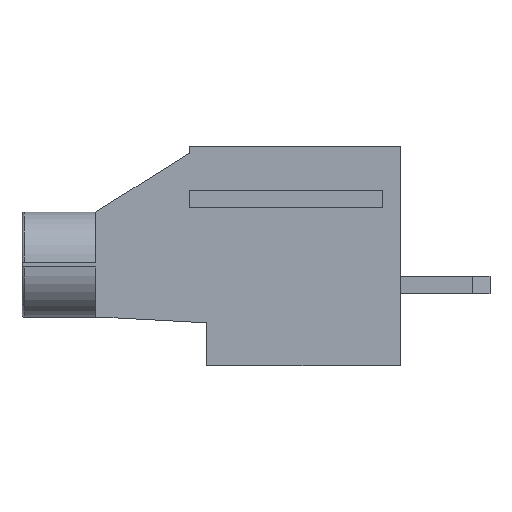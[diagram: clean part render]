
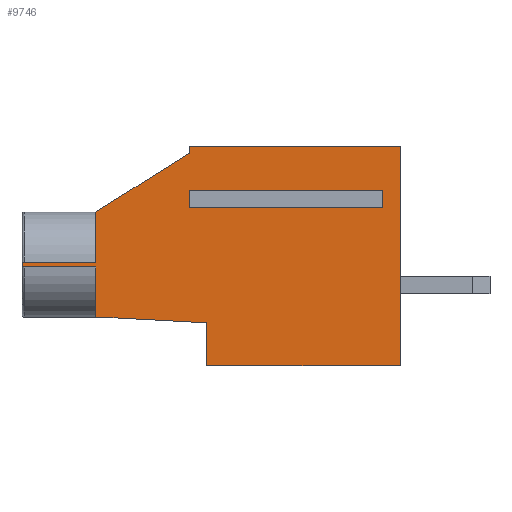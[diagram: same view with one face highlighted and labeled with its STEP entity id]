
A CAD part, left-side view. The second image highlights one B-rep face of the part: STEP entity #9746.
In plain terms, the highlighted planar face has unit normal (-1, 0, 0).
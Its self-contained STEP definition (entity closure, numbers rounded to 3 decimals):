
#109 = VECTOR ( 'NONE', #3816, 1000. ) ;
#182 = VECTOR ( 'NONE', #11787, 1000. ) ;
#244 = LINE ( 'NONE', #3551, #1095 ) ;
#303 = ORIENTED_EDGE ( 'NONE', *, *, #3575, .T. ) ;
#321 = LINE ( 'NONE', #4736, #3752 ) ;
#459 = ORIENTED_EDGE ( 'NONE', *, *, #8701, .T. ) ;
#502 = CARTESIAN_POINT ( 'NONE',  ( -6.35, -10.75, 6.25 ) ) ;
#567 = FACE_OUTER_BOUND ( 'NONE', #1951, .T. ) ;
#604 = CARTESIAN_POINT ( 'NONE',  ( -6.35, 6.55, -0.375 ) ) ;
#762 = CARTESIAN_POINT ( 'NONE',  ( -6.35, 10.75, -0.625 ) ) ;
#851 = EDGE_CURVE ( 'NONE', #9431, #1438, #2326, .T. ) ;
#854 = VECTOR ( 'NONE', #5083, 1000. ) ;
#1026 = DIRECTION ( 'NONE',  ( 0., 0., 1. ) ) ;
#1044 = EDGE_CURVE ( 'NONE', #10232, #11297, #2757, .T. ) ;
#1064 = CARTESIAN_POINT ( 'NONE',  ( -6.35, -10.75, -6.25 ) ) ;
#1095 = VECTOR ( 'NONE', #9926, 1000. ) ;
#1349 = CARTESIAN_POINT ( 'NONE',  ( -6.35, 6.55, 2.5 ) ) ;
#1438 = VERTEX_POINT ( 'NONE', #9749 ) ;
#1469 = VECTOR ( 'NONE', #1782, 1000. ) ;
#1594 = VERTEX_POINT ( 'NONE', #1990 ) ;
#1605 = DIRECTION ( 'NONE',  ( 0., 0., -1. ) ) ;
#1766 = ORIENTED_EDGE ( 'NONE', *, *, #3497, .F. ) ;
#1782 = DIRECTION ( 'NONE',  ( 0., -1., 0. ) ) ;
#1810 = VECTOR ( 'NONE', #10987, 1000. ) ;
#1951 = EDGE_LOOP ( 'NONE', ( #303, #5713, #2829, #6536, #3211, #3089, #7183, #8685, #459, #2353, #1766, #3968, #10769 ) ) ;
#1990 = CARTESIAN_POINT ( 'NONE',  ( -6.35, -10.75, -6.25 ) ) ;
#2017 = VECTOR ( 'NONE', #9063, 1000. ) ;
#2326 = LINE ( 'NONE', #9924, #1469 ) ;
#2352 = EDGE_CURVE ( 'NONE', #9431, #2374, #321, .T. ) ;
#2353 = ORIENTED_EDGE ( 'NONE', *, *, #1044, .T. ) ;
#2374 = VERTEX_POINT ( 'NONE', #10350 ) ;
#2674 = CARTESIAN_POINT ( 'NONE',  ( -6.35, 0.25, 0. ) ) ;
#2686 = LINE ( 'NONE', #11100, #1810 ) ;
#2692 = CARTESIAN_POINT ( 'NONE',  ( -6.35, 1.25, 5.85 ) ) ;
#2751 = EDGE_CURVE ( 'NONE', #7771, #11527, #8421, .T. ) ;
#2757 = LINE ( 'NONE', #7501, #6028 ) ;
#2775 = LINE ( 'NONE', #2674, #182 ) ;
#2829 = ORIENTED_EDGE ( 'NONE', *, *, #7565, .T. ) ;
#3089 = ORIENTED_EDGE ( 'NONE', *, *, #10591, .T. ) ;
#3211 = ORIENTED_EDGE ( 'NONE', *, *, #4359, .F. ) ;
#3446 = LINE ( 'NONE', #502, #9433 ) ;
#3497 = EDGE_CURVE ( 'NONE', #2374, #11297, #244, .T. ) ;
#3551 = CARTESIAN_POINT ( 'NONE',  ( -6.35, 6.55, -0.625 ) ) ;
#3575 = EDGE_CURVE ( 'NONE', #1438, #7519, #5688, .T. ) ;
#3752 = VECTOR ( 'NONE', #1026, 1000. ) ;
#3816 = DIRECTION ( 'NONE',  ( 0., -0.999, -0.054 ) ) ;
#3861 = VECTOR ( 'NONE', #4734, 1000. ) ;
#3926 = VECTOR ( 'NONE', #1605, 1000. ) ;
#3968 = ORIENTED_EDGE ( 'NONE', *, *, #2352, .F. ) ;
#4005 = LINE ( 'NONE', #2692, #2017 ) ;
#4272 = EDGE_CURVE ( 'NONE', #9290, #1594, #3446, .T. ) ;
#4359 = EDGE_CURVE ( 'NONE', #11327, #9290, #11453, .T. ) ;
#4474 = CARTESIAN_POINT ( 'NONE',  ( -6.35, -10.75, 6.25 ) ) ;
#4484 = CARTESIAN_POINT ( 'NONE',  ( -6.35, -10.75, 6.25 ) ) ;
#4734 = DIRECTION ( 'NONE',  ( 0., -1., 0. ) ) ;
#4736 = CARTESIAN_POINT ( 'NONE',  ( -6.35, 6.55, 0. ) ) ;
#4758 = CARTESIAN_POINT ( 'NONE',  ( -6.35, 5.75, -3.5 ) ) ;
#4974 = CARTESIAN_POINT ( 'NONE',  ( -6.35, 6.55, -3.5 ) ) ;
#5083 = DIRECTION ( 'NONE',  ( 0., 0., 1. ) ) ;
#5186 = DIRECTION ( 'NONE',  ( 0., 0., -1. ) ) ;
#5471 = PLANE ( 'NONE',  #7518 ) ;
#5662 = DIRECTION ( 'NONE',  ( 0., 0., -1. ) ) ;
#5688 = LINE ( 'NONE', #4758, #109 ) ;
#5713 = ORIENTED_EDGE ( 'NONE', *, *, #11762, .T. ) ;
#6028 = VECTOR ( 'NONE', #5662, 1000. ) ;
#6376 = LINE ( 'NONE', #7128, #3926 ) ;
#6422 = DIRECTION ( 'NONE',  ( 1., 0., 0. ) ) ;
#6536 = ORIENTED_EDGE ( 'NONE', *, *, #4272, .F. ) ;
#6675 = CARTESIAN_POINT ( 'NONE',  ( -6.35, -10.75, 6.25 ) ) ;
#7128 = CARTESIAN_POINT ( 'NONE',  ( -6.35, 1.25, 0. ) ) ;
#7183 = ORIENTED_EDGE ( 'NONE', *, *, #7369, .T. ) ;
#7186 = VERTEX_POINT ( 'NONE', #11860 ) ;
#7301 = DIRECTION ( 'NONE',  ( 0., -1., 0. ) ) ;
#7349 = DIRECTION ( 'NONE',  ( 0., 0., -1. ) ) ;
#7369 = EDGE_CURVE ( 'NONE', #11362, #11527, #4005, .T. ) ;
#7501 = CARTESIAN_POINT ( 'NONE',  ( -6.35, 10.75, 6.25 ) ) ;
#7518 = AXIS2_PLACEMENT_3D ( 'NONE', #4484, #6422, #7349 ) ;
#7519 = VERTEX_POINT ( 'NONE', #10093 ) ;
#7565 = EDGE_CURVE ( 'NONE', #7186, #1594, #11479, .T. ) ;
#7771 = VERTEX_POINT ( 'NONE', #604 ) ;
#8421 = LINE ( 'NONE', #10574, #854 ) ;
#8685 = ORIENTED_EDGE ( 'NONE', *, *, #2751, .F. ) ;
#8701 = EDGE_CURVE ( 'NONE', #7771, #10232, #2686, .T. ) ;
#8989 = VECTOR ( 'NONE', #7301, 1000. ) ;
#9063 = DIRECTION ( 'NONE',  ( 0., 0.845, -0.534 ) ) ;
#9211 = CARTESIAN_POINT ( 'NONE',  ( -6.35, 1.25, 6.25 ) ) ;
#9290 = VERTEX_POINT ( 'NONE', #6675 ) ;
#9394 = CARTESIAN_POINT ( 'NONE',  ( -6.35, 10.75, -0.375 ) ) ;
#9431 = VERTEX_POINT ( 'NONE', #4974 ) ;
#9433 = VECTOR ( 'NONE', #5186, 1000. ) ;
#9746 = ADVANCED_FACE ( 'NONE', ( #567 ), #5471, .F. ) ;
#9749 = CARTESIAN_POINT ( 'NONE',  ( -6.35, 5.75, -3.5 ) ) ;
#9924 = CARTESIAN_POINT ( 'NONE',  ( -6.35, 6.55, -3.5 ) ) ;
#9926 = DIRECTION ( 'NONE',  ( 0., 1., 0. ) ) ;
#10093 = CARTESIAN_POINT ( 'NONE',  ( -6.35, 0.25, -3.8 ) ) ;
#10209 = CARTESIAN_POINT ( 'NONE',  ( -6.35, 1.25, 5.85 ) ) ;
#10232 = VERTEX_POINT ( 'NONE', #9394 ) ;
#10350 = CARTESIAN_POINT ( 'NONE',  ( -6.35, 6.55, -0.625 ) ) ;
#10574 = CARTESIAN_POINT ( 'NONE',  ( -6.35, 6.55, 0. ) ) ;
#10591 = EDGE_CURVE ( 'NONE', #11327, #11362, #6376, .T. ) ;
#10769 = ORIENTED_EDGE ( 'NONE', *, *, #851, .T. ) ;
#10987 = DIRECTION ( 'NONE',  ( 0., 1., 0. ) ) ;
#11100 = CARTESIAN_POINT ( 'NONE',  ( -6.35, 6.55, -0.375 ) ) ;
#11297 = VERTEX_POINT ( 'NONE', #762 ) ;
#11327 = VERTEX_POINT ( 'NONE', #9211 ) ;
#11362 = VERTEX_POINT ( 'NONE', #10209 ) ;
#11453 = LINE ( 'NONE', #4474, #8989 ) ;
#11479 = LINE ( 'NONE', #1064, #3861 ) ;
#11527 = VERTEX_POINT ( 'NONE', #1349 ) ;
#11762 = EDGE_CURVE ( 'NONE', #7519, #7186, #2775, .T. ) ;
#11787 = DIRECTION ( 'NONE',  ( 0., 0., -1. ) ) ;
#11860 = CARTESIAN_POINT ( 'NONE',  ( -6.35, 0.25, -6.25 ) ) ;
